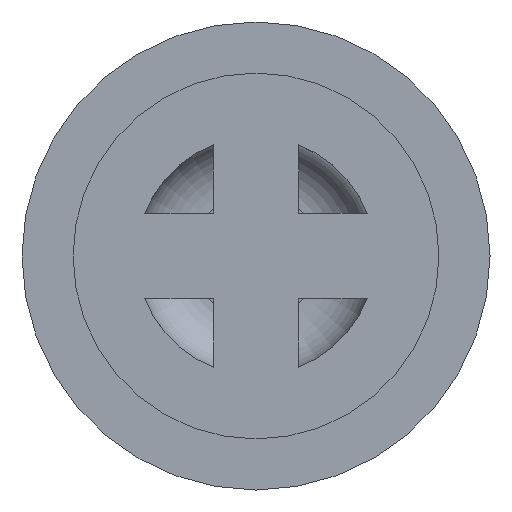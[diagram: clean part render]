
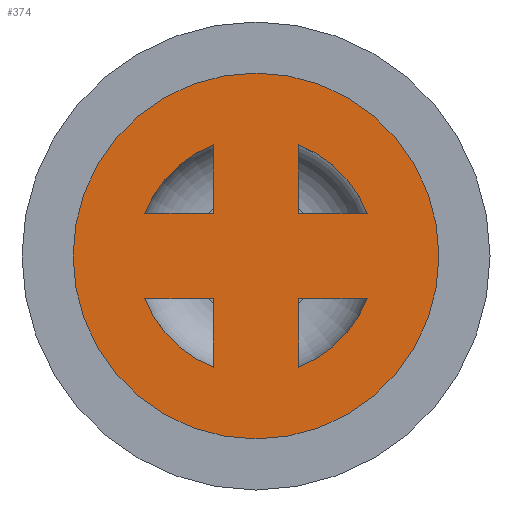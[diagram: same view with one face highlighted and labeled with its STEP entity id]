
A CAD part, front view. The second image highlights one B-rep face of the part: STEP entity #374.
In plain terms, the highlighted planar face has unit normal (0, -1, 0).
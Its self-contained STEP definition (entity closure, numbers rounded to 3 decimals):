
#18=LINE('',#552,#46);
#22=LINE('',#561,#50);
#27=LINE('',#570,#55);
#30=LINE('',#576,#58);
#37=LINE('',#597,#65);
#40=LINE('',#603,#68);
#42=LINE('',#607,#70);
#44=LINE('',#611,#72);
#46=VECTOR('',#444,1.615);
#50=VECTOR('',#450,1.615);
#55=VECTOR('',#457,1.615);
#58=VECTOR('',#462,1.615);
#65=VECTOR('',#481,1.615);
#68=VECTOR('',#486,1.615);
#70=VECTOR('',#490,1.615);
#72=VECTOR('',#494,1.615);
#87=PLANE('',#405);
#94=FACE_BOUND('',#140,.T.);
#95=FACE_BOUND('',#141,.T.);
#96=FACE_BOUND('',#142,.T.);
#97=FACE_BOUND('',#143,.T.);
#115=FACE_OUTER_BOUND('',#139,.T.);
#139=EDGE_LOOP('',(#312));
#140=EDGE_LOOP('',(#313,#314,#315));
#141=EDGE_LOOP('',(#316,#317,#318));
#142=EDGE_LOOP('',(#319,#320,#321));
#143=EDGE_LOOP('',(#322,#323,#324));
#165=CIRCLE('',#406,4.3);
#166=CIRCLE('',#407,2.8);
#167=CIRCLE('',#408,2.8);
#168=CIRCLE('',#409,2.8);
#169=CIRCLE('',#410,2.8);
#181=VERTEX_POINT('',#548);
#183=VERTEX_POINT('',#551);
#185=VERTEX_POINT('',#557);
#187=VERTEX_POINT('',#560);
#190=VERTEX_POINT('',#567);
#192=VERTEX_POINT('',#573);
#199=VERTEX_POINT('',#593);
#200=VERTEX_POINT('',#595);
#201=VERTEX_POINT('',#599);
#202=VERTEX_POINT('',#601);
#203=VERTEX_POINT('',#605);
#204=VERTEX_POINT('',#609);
#205=VERTEX_POINT('',#613);
#218=EDGE_CURVE('',#183,#181,#18,.T.);
#222=EDGE_CURVE('',#187,#185,#22,.T.);
#227=EDGE_CURVE('',#190,#183,#27,.T.);
#230=EDGE_CURVE('',#192,#187,#30,.T.);
#241=EDGE_CURVE('',#199,#200,#37,.T.);
#244=EDGE_CURVE('',#201,#202,#40,.T.);
#246=EDGE_CURVE('',#202,#203,#42,.T.);
#248=EDGE_CURVE('',#200,#204,#44,.T.);
#249=EDGE_CURVE('',#205,#205,#165,.T.);
#250=EDGE_CURVE('',#190,#181,#166,.F.);
#251=EDGE_CURVE('',#192,#185,#167,.F.);
#252=EDGE_CURVE('',#199,#204,#168,.F.);
#253=EDGE_CURVE('',#201,#203,#169,.F.);
#312=ORIENTED_EDGE('',*,*,#249,.F.);
#313=ORIENTED_EDGE('',*,*,#250,.F.);
#314=ORIENTED_EDGE('',*,*,#227,.T.);
#315=ORIENTED_EDGE('',*,*,#218,.T.);
#316=ORIENTED_EDGE('',*,*,#251,.F.);
#317=ORIENTED_EDGE('',*,*,#230,.T.);
#318=ORIENTED_EDGE('',*,*,#222,.T.);
#319=ORIENTED_EDGE('',*,*,#241,.T.);
#320=ORIENTED_EDGE('',*,*,#248,.T.);
#321=ORIENTED_EDGE('',*,*,#252,.F.);
#322=ORIENTED_EDGE('',*,*,#244,.T.);
#323=ORIENTED_EDGE('',*,*,#246,.T.);
#324=ORIENTED_EDGE('',*,*,#253,.F.);
#374=ADVANCED_FACE('',(#115,#94,#95,#96,#97),#87,.F.);
#405=AXIS2_PLACEMENT_3D('',#612,#495,#496);
#406=AXIS2_PLACEMENT_3D('',#614,#497,#498);
#407=AXIS2_PLACEMENT_3D('',#615,#499,#500);
#408=AXIS2_PLACEMENT_3D('',#616,#501,#502);
#409=AXIS2_PLACEMENT_3D('',#617,#503,#504);
#410=AXIS2_PLACEMENT_3D('',#618,#505,#506);
#444=DIRECTION('',(1.,0.,0.));
#450=DIRECTION('',(-1.,0.,0.));
#457=DIRECTION('',(0.,0.,1.));
#462=DIRECTION('',(0.,0.,-1.));
#481=DIRECTION('',(1.,0.,0.));
#486=DIRECTION('',(-1.,0.,0.));
#490=DIRECTION('',(0.,0.,1.));
#494=DIRECTION('',(0.,0.,-1.));
#495=DIRECTION('center_axis',(0.,1.,0.));
#496=DIRECTION('ref_axis',(0.,0.,1.));
#497=DIRECTION('center_axis',(0.,1.,0.));
#498=DIRECTION('ref_axis',(-1.,0.,0.));
#499=DIRECTION('center_axis',(0.,1.,0.));
#500=DIRECTION('ref_axis',(1.,0.,0.));
#501=DIRECTION('center_axis',(0.,1.,0.));
#502=DIRECTION('ref_axis',(1.,0.,0.));
#503=DIRECTION('center_axis',(0.,1.,0.));
#504=DIRECTION('ref_axis',(1.,0.,0.));
#505=DIRECTION('center_axis',(0.,1.,0.));
#506=DIRECTION('ref_axis',(1.,0.,0.));
#548=CARTESIAN_POINT('',(2.615,-1.2,-1.));
#551=CARTESIAN_POINT('',(1.,-1.2,-1.));
#552=CARTESIAN_POINT('',(-3.5,-1.2,-1.));
#557=CARTESIAN_POINT('',(-2.615,-1.2,1.));
#560=CARTESIAN_POINT('',(-1.,-1.2,1.));
#561=CARTESIAN_POINT('',(3.5,-1.2,1.));
#567=CARTESIAN_POINT('',(1.,-1.2,-2.615));
#570=CARTESIAN_POINT('',(1.,-1.2,-3.5));
#573=CARTESIAN_POINT('',(-1.,-1.2,2.615));
#576=CARTESIAN_POINT('',(-1.,-1.2,3.5));
#593=CARTESIAN_POINT('',(-2.615,-1.2,-1.));
#595=CARTESIAN_POINT('',(-1.,-1.2,-1.));
#597=CARTESIAN_POINT('',(-3.5,-1.2,-1.));
#599=CARTESIAN_POINT('',(2.615,-1.2,1.));
#601=CARTESIAN_POINT('',(1.,-1.2,1.));
#603=CARTESIAN_POINT('',(3.5,-1.2,1.));
#605=CARTESIAN_POINT('',(1.,-1.2,2.615));
#607=CARTESIAN_POINT('',(1.,-1.2,-3.5));
#609=CARTESIAN_POINT('',(-1.,-1.2,-2.615));
#611=CARTESIAN_POINT('',(-1.,-1.2,3.5));
#612=CARTESIAN_POINT('Origin',(0.,-1.2,0.));
#613=CARTESIAN_POINT('',(4.3,-1.2,0.));
#614=CARTESIAN_POINT('Origin',(0.,-1.2,0.));
#615=CARTESIAN_POINT('Origin',(0.,-1.2,0.));
#616=CARTESIAN_POINT('Origin',(0.,-1.2,0.));
#617=CARTESIAN_POINT('Origin',(0.,-1.2,0.));
#618=CARTESIAN_POINT('Origin',(0.,-1.2,0.));
